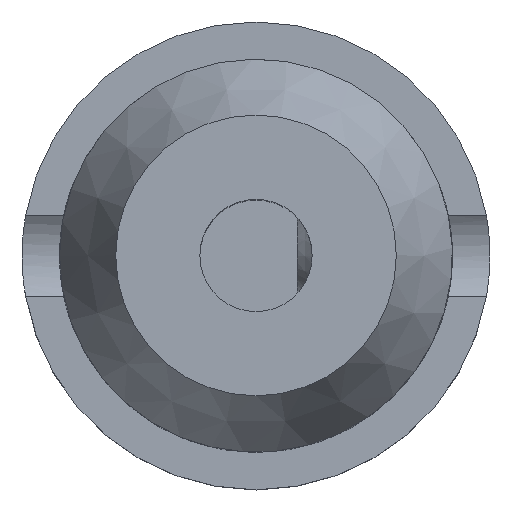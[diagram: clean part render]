
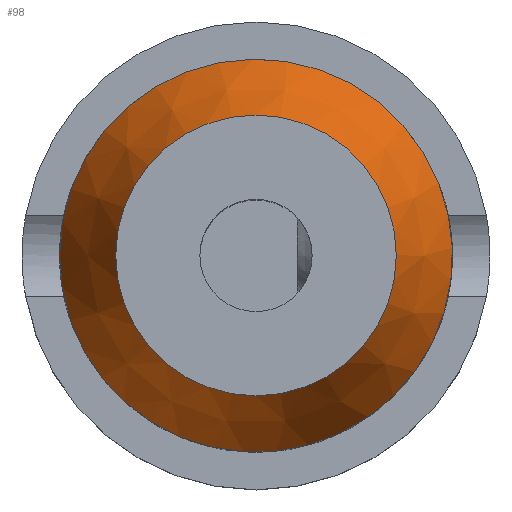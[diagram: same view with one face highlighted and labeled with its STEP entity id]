
A CAD part, top view. The second image highlights one B-rep face of the part: STEP entity #98.
In plain terms, the highlighted conical face has half-angle 25 degrees and reference radius 21 mm.
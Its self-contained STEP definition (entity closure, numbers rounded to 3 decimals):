
#43=CONICAL_SURFACE('',#334,21.,25.);
#77=CIRCLE('',#331,15.);
#78=CIRCLE('',#333,21.);
#98=ADVANCED_FACE('',(#122,#123),#43,.T.);
#122=FACE_BOUND('',#154,.T.);
#123=FACE_BOUND('',#155,.T.);
#154=EDGE_LOOP('',(#204));
#155=EDGE_LOOP('',(#205));
#204=ORIENTED_EDGE('',*,*,#288,.F.);
#205=ORIENTED_EDGE('',*,*,#287,.T.);
#257=VERTEX_POINT('',#928);
#258=VERTEX_POINT('',#931);
#287=EDGE_CURVE('',#257,#257,#77,.T.);
#288=EDGE_CURVE('',#258,#258,#78,.T.);
#331=AXIS2_PLACEMENT_3D('',#927,#380,#381);
#333=AXIS2_PLACEMENT_3D('',#930,#384,#385);
#334=AXIS2_PLACEMENT_3D('',#932,#386,#387);
#380=DIRECTION('',(0.,0.,-1.));
#381=DIRECTION('',(-1.,0.,0.));
#384=DIRECTION('',(0.,0.,-1.));
#385=DIRECTION('',(-1.,0.,0.));
#386=DIRECTION('',(0.,0.,-1.));
#387=DIRECTION('',(1.,0.,0.));
#927=CARTESIAN_POINT('',(0.,0.,38.));
#928=CARTESIAN_POINT('',(-15.,0.,38.));
#930=CARTESIAN_POINT('',(0.,0.,25.133));
#931=CARTESIAN_POINT('',(-21.,0.,25.133));
#932=CARTESIAN_POINT('',(0.,0.,25.133));
